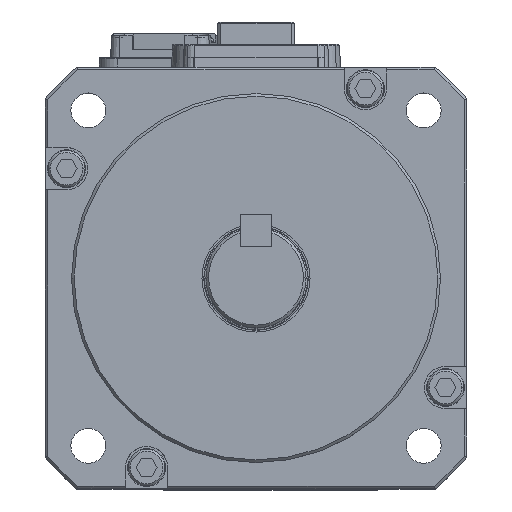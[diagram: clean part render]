
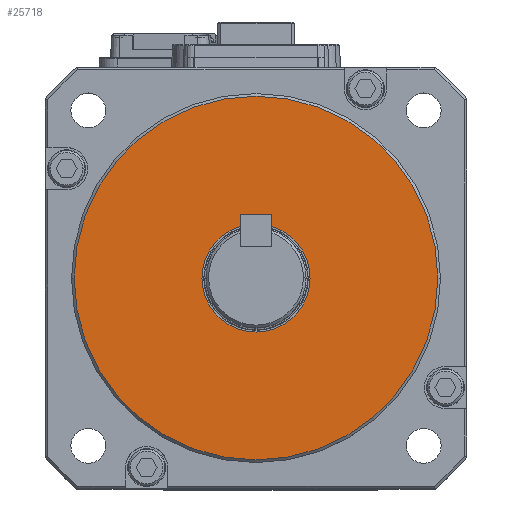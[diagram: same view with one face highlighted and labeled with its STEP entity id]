
A CAD part, top view. The second image highlights one B-rep face of the part: STEP entity #25718.
In plain terms, the highlighted planar face has unit normal (0, 0, 1).
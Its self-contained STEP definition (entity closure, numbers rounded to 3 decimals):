
#17140 = VERTEX_POINT ( 'NONE', #24180 ) ;
#17153 = VERTEX_POINT ( 'NONE', #24136 ) ;
#17177 = VERTEX_POINT ( 'NONE', #57024 ) ;
#17218 = VERTEX_POINT ( 'NONE', #56977 ) ;
#24136 = CARTESIAN_POINT ( 'NONE',  ( -10.25, 0., 50.5 ) ) ;
#24180 = CARTESIAN_POINT ( 'NONE',  ( 10.25, 0., 50.5 ) ) ;
#25718 = ADVANCED_FACE ( 'NONE', ( #84985, #84975 ), #84960, .T. ) ;
#56977 = CARTESIAN_POINT ( 'NONE',  ( 34.5, 0., 50.5 ) ) ;
#57024 = CARTESIAN_POINT ( 'NONE',  ( -34.5, 0., 50.5 ) ) ;
#67696 = EDGE_CURVE ( 'NONE', #17218, #17177, #71882, .T. ) ;
#67697 = EDGE_CURVE ( 'NONE', #17153, #17140, #71805, .T. ) ;
#67744 = EDGE_CURVE ( 'NONE', #17177, #17218, #71971, .T. ) ;
#67813 = EDGE_CURVE ( 'NONE', #17140, #17153, #72287, .T. ) ;
#68481 = EDGE_LOOP ( 'NONE', ( #71369, #71466 ) ) ;
#68495 = EDGE_LOOP ( 'NONE', ( #71378, #71474 ) ) ;
#71369 = ORIENTED_EDGE ( 'NONE', *, *, #67744, .T. ) ;
#71378 = ORIENTED_EDGE ( 'NONE', *, *, #67697, .F. ) ;
#71466 = ORIENTED_EDGE ( 'NONE', *, *, #67696, .T. ) ;
#71474 = ORIENTED_EDGE ( 'NONE', *, *, #67813, .F. ) ;
#71805 = CIRCLE ( 'NONE', #71946, 10.25 ) ;
#71882 = CIRCLE ( 'NONE', #71928, 34.5 ) ;
#71928 = AXIS2_PLACEMENT_3D ( 'NONE', #75729, #75731, #75818 ) ;
#71946 = AXIS2_PLACEMENT_3D ( 'NONE', #75874, #75807, #75919 ) ;
#71971 = CIRCLE ( 'NONE', #72129, 34.5 ) ;
#72129 = AXIS2_PLACEMENT_3D ( 'NONE', #76124, #76152, #76108 ) ;
#72182 = AXIS2_PLACEMENT_3D ( 'NONE', #77140, #77107, #77109 ) ;
#72287 = CIRCLE ( 'NONE', #72182, 10.25 ) ;
#75729 = CARTESIAN_POINT ( 'NONE',  ( 0., 0., 50.5 ) ) ;
#75731 = DIRECTION ( 'NONE',  ( 0., 0., 1. ) ) ;
#75807 = DIRECTION ( 'NONE',  ( 0., 0., 1. ) ) ;
#75818 = DIRECTION ( 'NONE',  ( 1., 0., 0. ) ) ;
#75874 = CARTESIAN_POINT ( 'NONE',  ( 0., 0., 50.5 ) ) ;
#75919 = DIRECTION ( 'NONE',  ( 1., 0., 0. ) ) ;
#76108 = DIRECTION ( 'NONE',  ( 1., 0., 0. ) ) ;
#76124 = CARTESIAN_POINT ( 'NONE',  ( 0., 0., 50.5 ) ) ;
#76152 = DIRECTION ( 'NONE',  ( 0., 0., 1. ) ) ;
#77107 = DIRECTION ( 'NONE',  ( 0., 0., 1. ) ) ;
#77109 = DIRECTION ( 'NONE',  ( 1., 0., 0. ) ) ;
#77140 = CARTESIAN_POINT ( 'NONE',  ( 0., 0., 50.5 ) ) ;
#82432 = AXIS2_PLACEMENT_3D ( 'NONE', #84965, #84981, #84974 ) ;
#84960 = PLANE ( 'NONE',  #82432 ) ;
#84965 = CARTESIAN_POINT ( 'NONE',  ( 0., 0., 50.5 ) ) ;
#84974 = DIRECTION ( 'NONE',  ( 1., 0., 0. ) ) ;
#84975 = FACE_BOUND ( 'NONE', #68495, .T. ) ;
#84981 = DIRECTION ( 'NONE',  ( 0., 0., 1. ) ) ;
#84985 = FACE_OUTER_BOUND ( 'NONE', #68481, .T. ) ;
